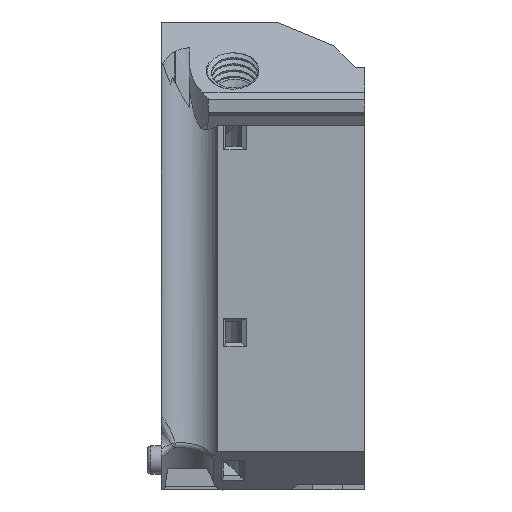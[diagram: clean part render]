
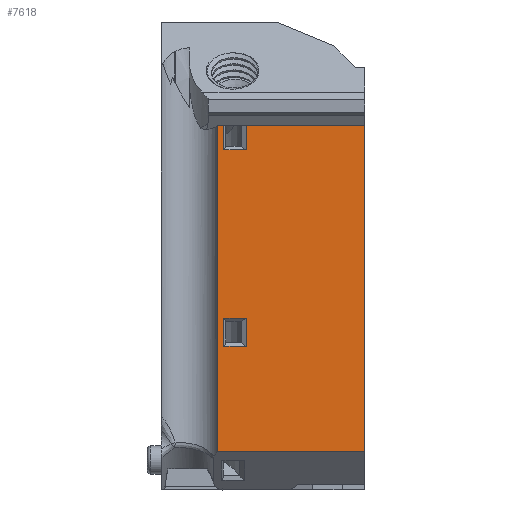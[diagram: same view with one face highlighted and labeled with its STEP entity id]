
A CAD part, left-side view. The second image highlights one B-rep face of the part: STEP entity #7618.
In plain terms, the highlighted planar face has unit normal (-1, 0, 0).
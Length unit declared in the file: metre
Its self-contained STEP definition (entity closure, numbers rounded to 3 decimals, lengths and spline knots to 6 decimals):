
#215=LINE('',#10726,#848);
#217=LINE('',#10730,#850);
#247=LINE('',#10905,#880);
#285=LINE('',#11084,#918);
#383=LINE('',#11964,#1016);
#384=LINE('',#11967,#1017);
#385=LINE('',#11969,#1018);
#386=LINE('',#11971,#1019);
#387=LINE('',#11972,#1020);
#388=LINE('',#11974,#1021);
#389=LINE('',#11976,#1022);
#390=LINE('',#11977,#1023);
#848=VECTOR('',#8687,1.);
#850=VECTOR('',#8689,1.);
#880=VECTOR('',#8761,1.);
#918=VECTOR('',#8847,1.);
#1016=VECTOR('',#9063,1.);
#1017=VECTOR('',#9064,1.);
#1018=VECTOR('',#9065,1.);
#1019=VECTOR('',#9066,1.);
#1020=VECTOR('',#9067,1.);
#1021=VECTOR('',#9068,1.);
#1022=VECTOR('',#9069,1.);
#1023=VECTOR('',#9070,1.);
#1678=PLANE('',#8158);
#2358=ORIENTED_EDGE('',*,*,#4576,.F.);
#2359=ORIENTED_EDGE('',*,*,#4577,.F.);
#2360=ORIENTED_EDGE('',*,*,#4578,.F.);
#2361=ORIENTED_EDGE('',*,*,#4579,.F.);
#2362=ORIENTED_EDGE('',*,*,#4373,.F.);
#2363=ORIENTED_EDGE('',*,*,#4252,.F.);
#2364=ORIENTED_EDGE('',*,*,#4580,.F.);
#2365=ORIENTED_EDGE('',*,*,#4581,.F.);
#2366=ORIENTED_EDGE('',*,*,#4582,.F.);
#2367=ORIENTED_EDGE('',*,*,#4250,.F.);
#2368=ORIENTED_EDGE('',*,*,#4314,.T.);
#2369=ORIENTED_EDGE('',*,*,#4583,.F.);
#4250=EDGE_CURVE('',#5401,#5402,#215,.F.);
#4252=EDGE_CURVE('',#5403,#5404,#217,.F.);
#4314=EDGE_CURVE('',#5401,#5460,#247,.T.);
#4373=EDGE_CURVE('',#5404,#5513,#285,.T.);
#4576=EDGE_CURVE('',#5685,#5686,#383,.T.);
#4577=EDGE_CURVE('',#5687,#5685,#384,.T.);
#4578=EDGE_CURVE('',#5688,#5687,#385,.T.);
#4579=EDGE_CURVE('',#5686,#5688,#386,.T.);
#4580=EDGE_CURVE('',#5689,#5403,#387,.T.);
#4581=EDGE_CURVE('',#5690,#5689,#388,.T.);
#4582=EDGE_CURVE('',#5402,#5690,#389,.T.);
#4583=EDGE_CURVE('',#5513,#5460,#390,.T.);
#5401=VERTEX_POINT('',#10725);
#5402=VERTEX_POINT('',#10727);
#5403=VERTEX_POINT('',#10729);
#5404=VERTEX_POINT('',#10731);
#5460=VERTEX_POINT('',#10904);
#5513=VERTEX_POINT('',#11085);
#5685=VERTEX_POINT('',#11965);
#5686=VERTEX_POINT('',#11966);
#5687=VERTEX_POINT('',#11968);
#5688=VERTEX_POINT('',#11970);
#5689=VERTEX_POINT('',#11973);
#5690=VERTEX_POINT('',#11975);
#6507=EDGE_LOOP('',(#2358,#2359,#2360,#2361));
#6508=EDGE_LOOP('',(#2362,#2363,#2364,#2365,#2366,#2367,#2368,#2369));
#7046=FACE_BOUND('',#6507,.T.);
#7047=FACE_BOUND('',#6508,.T.);
#7618=ADVANCED_FACE('',(#7046,#7047),#1678,.T.);
#8158=AXIS2_PLACEMENT_3D('',#11963,#9061,#9062);
#8687=DIRECTION('',(0.,1.,0.));
#8689=DIRECTION('',(0.,1.,0.));
#8761=DIRECTION('',(0.,0.,-1.));
#8847=DIRECTION('',(0.,0.,-1.));
#9061=DIRECTION('',(-1.,0.,0.));
#9062=DIRECTION('',(0.,0.,1.));
#9063=DIRECTION('',(0.,-1.,0.));
#9064=DIRECTION('',(0.,0.,-1.));
#9065=DIRECTION('',(0.,1.,0.));
#9066=DIRECTION('',(0.,0.,1.));
#9067=DIRECTION('',(0.,0.,1.));
#9068=DIRECTION('',(0.,-1.,0.));
#9069=DIRECTION('',(0.,0.,-1.));
#9070=DIRECTION('',(0.,1.,0.));
#10725=CARTESIAN_POINT('',(0.044957,-0.057568,0.169924));
#10726=CARTESIAN_POINT('',(0.044957,-0.068068,0.169924));
#10727=CARTESIAN_POINT('',(0.044957,-0.058502,0.169924));
#10729=CARTESIAN_POINT('',(0.044957,-0.061647,0.169924));
#10730=CARTESIAN_POINT('',(0.044957,-0.068068,0.169924));
#10731=CARTESIAN_POINT('',(0.044957,-0.078568,0.169924));
#10904=CARTESIAN_POINT('',(0.044957,-0.057568,0.123424));
#10905=CARTESIAN_POINT('',(0.044957,-0.057568,0.14754));
#11084=CARTESIAN_POINT('',(0.044957,-0.078568,0.129024));
#11085=CARTESIAN_POINT('',(0.044957,-0.078568,0.123424));
#11963=CARTESIAN_POINT('',(0.044957,-0.068068,0.146674));
#11964=CARTESIAN_POINT('',(0.044957,-0.065808,0.138424));
#11965=CARTESIAN_POINT('',(0.044957,-0.058502,0.138424));
#11966=CARTESIAN_POINT('',(0.044957,-0.061647,0.138424));
#11967=CARTESIAN_POINT('',(0.044957,-0.058502,0.138424));
#11968=CARTESIAN_POINT('',(0.044957,-0.058502,0.142424));
#11969=CARTESIAN_POINT('',(0.044957,-0.060075,0.142424));
#11970=CARTESIAN_POINT('',(0.044957,-0.061647,0.142424));
#11971=CARTESIAN_POINT('',(0.044957,-0.061647,0.142424));
#11972=CARTESIAN_POINT('',(0.044957,-0.061647,0.142424));
#11973=CARTESIAN_POINT('',(0.044957,-0.061647,0.166424));
#11974=CARTESIAN_POINT('',(0.044957,-0.065808,0.166424));
#11975=CARTESIAN_POINT('',(0.044957,-0.058502,0.166424));
#11976=CARTESIAN_POINT('',(0.044957,-0.058502,0.138424));
#11977=CARTESIAN_POINT('',(0.044957,-0.067763,0.123424));
